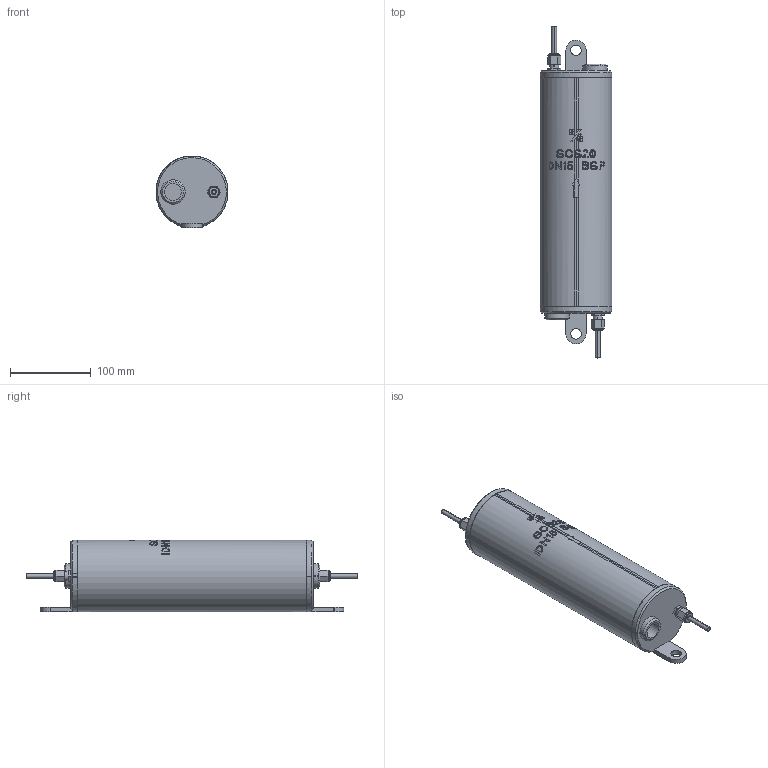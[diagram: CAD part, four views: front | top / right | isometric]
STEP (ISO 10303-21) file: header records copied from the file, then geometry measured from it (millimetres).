
FILE_DESCRIPTION(('STEP AP214'),'1');
FILE_NAME('scs20_dn15__1_2___bsp_7192.stp','2024-11-12T18:11:20',('TraceParts'),('TraceParts S.A.'),'Spatial InterOp 3D',' ',' ');
FILE_SCHEMA(('AUTOMOTIVE_DESIGN { 1 0 10303 214 1 1 1 1 }'));
Length unit declared in the file: millimetre
Products named in the file (1): scs20_dn15__1_2___bsp_7192
Bounding box: 88.9 x 410 x 88.9 mm (x, y, z)
Volume: 1876336.6 mm3; surface area: 108183.1 mm2
Topology: 1 solids, 1 shells, 244 faces, 738 edges, 524 vertices
Faces by surface type: cylinder 142, plane 66, cone 36
Entity records: 18387 total; most frequent: CARTESIAN_POINT 6619, ORIENTED_EDGE 1476, DIRECTION 1311, STYLED_ITEM 999, PRESENTATION_STYLE_ASSIGNMENT 999, COLOUR_RGB 999, EDGE_CURVE 738, CURVE_STYLE 633
